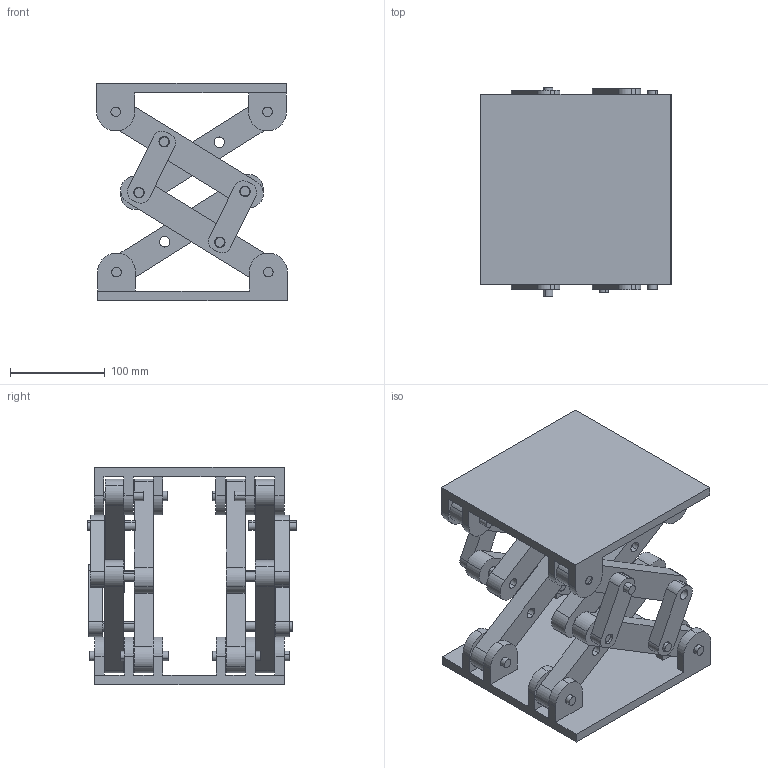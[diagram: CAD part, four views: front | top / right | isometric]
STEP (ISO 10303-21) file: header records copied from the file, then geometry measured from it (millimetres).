
FILE_DESCRIPTION (( 'STEP AP203' ), '1' );
FILE_NAME ('Lifting_platform.STEP', '2024-04-19T07:33:13', ( '' ), ( '' ), 'SwSTEP 2.0', 'SolidWorks 2022', '' );
FILE_SCHEMA (( 'CONFIG_CONTROL_DESIGN' ));
Length unit declared in the file: centimetre
Products named in the file (5): long_pole.step; pedestal.step; short_pole.step; 蹟佪.step; Lifting_platform
Assembly tree (30 placements, depth 2):
  Lifting_platform
    pedestal.step  x2
    long_pole.step  x8
    蹟佪.step  x16
    short_pole.step  x4
Bounding box: 200.92 x 220.06 x 228.84 mm (x, y, z)
Volume: 2065723.4 mm3; surface area: 465843.5 mm2
Topology: 30 solids, 30 shells, 352 faces, 876 edges, 584 vertices
Faces by surface type: cylinder 208, plane 144
Entity records: 4367 total; most frequent: DIRECTION 606, CARTESIAN_POINT 545, ORIENTED_EDGE 504, EDGE_CURVE 252, AXIS2_PLACEMENT_3D 229, VERTEX_POINT 168, VECTOR 148, LINE 148
